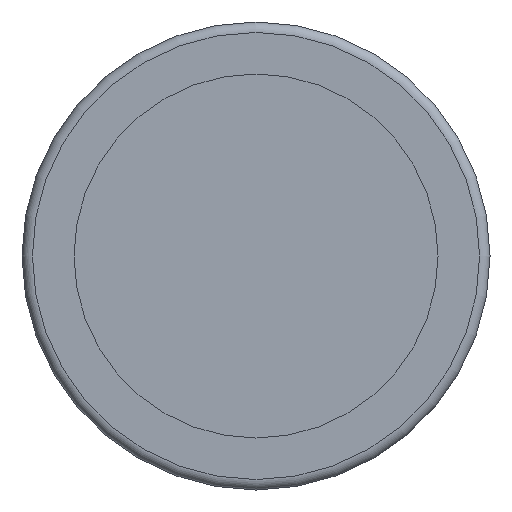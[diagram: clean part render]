
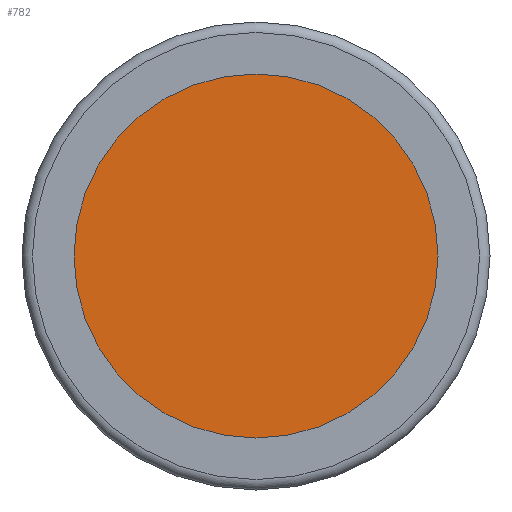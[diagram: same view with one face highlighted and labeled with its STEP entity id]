
A CAD part, front view. The second image highlights one B-rep face of the part: STEP entity #782.
In plain terms, the highlighted planar face has unit normal (0, -1, 0).
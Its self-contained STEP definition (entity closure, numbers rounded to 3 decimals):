
#31=PLANE('',#913);
#183=FACE_OUTER_BOUND('',#232,.T.);
#232=EDGE_LOOP('',(#715));
#254=CIRCLE('',#830,7.);
#316=VERTEX_POINT('',#1222);
#396=EDGE_CURVE('',#316,#316,#254,.T.);
#715=ORIENTED_EDGE('',*,*,#396,.T.);
#782=ADVANCED_FACE('',(#183),#31,.T.);
#830=AXIS2_PLACEMENT_3D('',#1223,#970,#971);
#913=AXIS2_PLACEMENT_3D('',#1519,#1176,#1177);
#970=DIRECTION('center_axis',(0.,-1.,0.));
#971=DIRECTION('ref_axis',(0.,0.,-1.));
#1176=DIRECTION('center_axis',(0.,-1.,0.));
#1177=DIRECTION('ref_axis',(0.,0.,-1.));
#1222=CARTESIAN_POINT('',(0.,0.12,7.));
#1223=CARTESIAN_POINT('Origin',(0.,0.12,0.));
#1519=CARTESIAN_POINT('Origin',(0.,0.12,0.));
